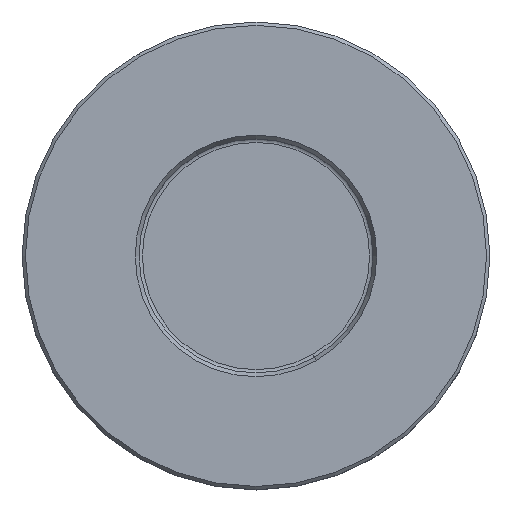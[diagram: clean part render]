
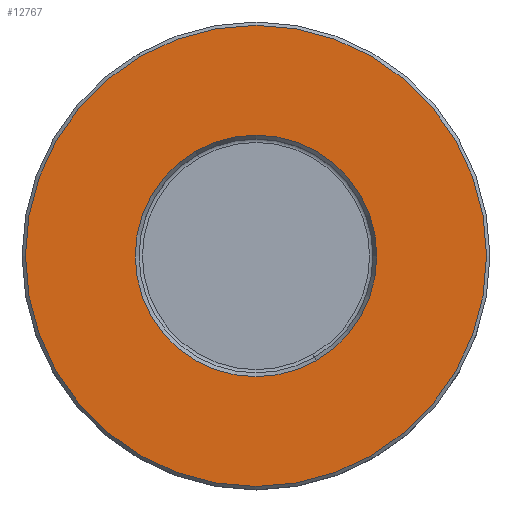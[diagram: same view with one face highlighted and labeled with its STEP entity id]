
A CAD part, top view. The second image highlights one B-rep face of the part: STEP entity #12767.
In plain terms, the highlighted planar face has unit normal (0, 0, 1).
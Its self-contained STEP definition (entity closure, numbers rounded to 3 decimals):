
#224=CARTESIAN_POINT('',(0.,0.,51.));
#225=DIRECTION('',(0.,0.,1.));
#226=DIRECTION('',(-0.5,0.866,0.));
#227=AXIS2_PLACEMENT_3D('',#224,#225,#226);
#232=CARTESIAN_POINT('',(0.,0.,51.));
#233=DIRECTION('',(0.,0.,-1.));
#234=DIRECTION('',(-0.5,0.866,0.));
#235=AXIS2_PLACEMENT_3D('',#232,#233,#234);
#240=CARTESIAN_POINT('',(0.,0.,51.));
#241=DIRECTION('',(0.,0.,-1.));
#242=DIRECTION('',(-0.5,0.866,0.));
#243=AXIS2_PLACEMENT_3D('',#240,#241,#242);
#255=CARTESIAN_POINT('',(0.,0.,51.));
#256=DIRECTION('',(0.,0.,1.));
#257=DIRECTION('',(-0.5,0.866,0.));
#258=AXIS2_PLACEMENT_3D('',#255,#256,#257);
#12452=CARTESIAN_POINT('',(-9.039,15.655,51.));
#12453=VERTEX_POINT('',#12452);
#12454=CARTESIAN_POINT('',(-17.25,29.878,51.));
#12456=VERTEX_POINT('',#12454);
#12518=CARTESIAN_POINT('',(9.039,-15.655,51.));
#12519=VERTEX_POINT('',#12518);
#12520=CARTESIAN_POINT('',(17.25,-29.878,51.));
#12522=VERTEX_POINT('',#12520);
#12752=CARTESIAN_POINT('',(0.,0.,51.));
#12753=DIRECTION('',(0.,0.,-1.));
#12754=DIRECTION('',(-0.5,0.866,0.));
#12755=AXIS2_PLACEMENT_3D('',#12752,#12753,#12754);
#12756=PLANE('',#12755);
#12758=ORIENTED_EDGE('',*,*,#12757,.T.);
#12760=ORIENTED_EDGE('',*,*,#12759,.F.);
#12761=EDGE_LOOP('',(#12758,#12760));
#12762=FACE_OUTER_BOUND('',#12761,.F.);
#12763=ORIENTED_EDGE('',*,*,#12747,.T.);
#12764=ORIENTED_EDGE('',*,*,#12731,.F.);
#12765=EDGE_LOOP('',(#12763,#12764));
#12766=FACE_BOUND('',#12765,.F.);
#12767=ADVANCED_FACE('',(#12762,#12766),#12756,.F.);
#228=CIRCLE('',#227,18.077);
#236=CIRCLE('',#235,18.077);
#244=CIRCLE('',#243,34.5);
#259=CIRCLE('',#258,34.5);
#12731=EDGE_CURVE('',#12453,#12519,#236,.T.);
#12747=EDGE_CURVE('',#12453,#12519,#228,.T.);
#12757=EDGE_CURVE('',#12456,#12522,#244,.T.);
#12759=EDGE_CURVE('',#12456,#12522,#259,.T.);
